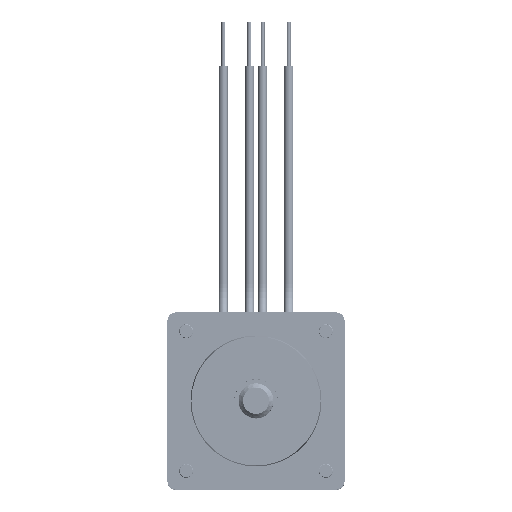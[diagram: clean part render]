
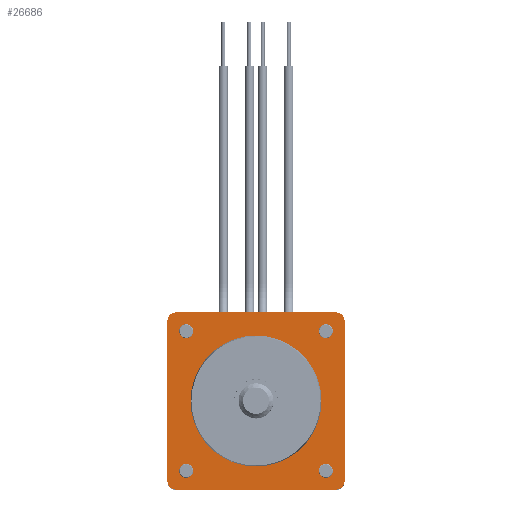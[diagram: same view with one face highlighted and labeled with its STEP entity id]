
A CAD part, top view. The second image highlights one B-rep face of the part: STEP entity #26686.
In plain terms, the highlighted planar face has unit normal (0, 0, 1).
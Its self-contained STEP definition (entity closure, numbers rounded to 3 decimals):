
#514 = CARTESIAN_POINT ( 'NONE',  ( -8., -8., 0. ) ) ;
#735 = CARTESIAN_POINT ( 'NONE',  ( 8., -8., 0. ) ) ;
#838 = CIRCLE ( 'NONE', #22502, 0.8 ) ;
#1033 = VECTOR ( 'NONE', #1950, 1000. ) ;
#1063 = FACE_BOUND ( 'NONE', #10556, .T. ) ;
#1198 = CARTESIAN_POINT ( 'NONE',  ( -10.15, 9.23, 0. ) ) ;
#1205 = DIRECTION ( 'NONE',  ( 1., 0., 0. ) ) ;
#1249 = DIRECTION ( 'NONE',  ( 0., 0., 1. ) ) ;
#1279 = CARTESIAN_POINT ( 'NONE',  ( 8., 8., 0. ) ) ;
#1705 = CIRCLE ( 'NONE', #25109, 0.8 ) ;
#1897 = FACE_BOUND ( 'NONE', #11645, .T. ) ;
#1950 = DIRECTION ( 'NONE',  ( 0., 1., 0. ) ) ;
#2169 = PLANE ( 'NONE',  #2894 ) ;
#2277 = DIRECTION ( 'NONE',  ( 0., 0., -1. ) ) ;
#2579 = DIRECTION ( 'NONE',  ( 0., 0., 1. ) ) ;
#2894 = AXIS2_PLACEMENT_3D ( 'NONE', #17870, #2277, #20501 ) ;
#3147 = DIRECTION ( 'NONE',  ( 1., 0., 0. ) ) ;
#3304 = ORIENTED_EDGE ( 'NONE', *, *, #31449, .F. ) ;
#3375 = DIRECTION ( 'NONE',  ( 1., 0., 0. ) ) ;
#3516 = VECTOR ( 'NONE', #24103, 1000. ) ;
#3527 = ORIENTED_EDGE ( 'NONE', *, *, #31198, .F. ) ;
#4491 = DIRECTION ( 'NONE',  ( 0., 0., 1. ) ) ;
#4861 = AXIS2_PLACEMENT_3D ( 'NONE', #1279, #1249, #1205 ) ;
#5096 = CARTESIAN_POINT ( 'NONE',  ( 8.8, -8., 0. ) ) ;
#6120 = LINE ( 'NONE', #22892, #31968 ) ;
#6694 = VERTEX_POINT ( 'NONE', #17514 ) ;
#6890 = VERTEX_POINT ( 'NONE', #8105 ) ;
#7660 = EDGE_CURVE ( 'NONE', #22969, #22969, #23505, .T. ) ;
#7750 = VERTEX_POINT ( 'NONE', #1198 ) ;
#7772 = CARTESIAN_POINT ( 'NONE',  ( -7.5, 0., 0. ) ) ;
#8037 = ORIENTED_EDGE ( 'NONE', *, *, #30769, .T. ) ;
#8053 = FACE_BOUND ( 'NONE', #13252, .T. ) ;
#8105 = CARTESIAN_POINT ( 'NONE',  ( 10.15, -9.23, 0. ) ) ;
#8589 = CARTESIAN_POINT ( 'NONE',  ( -10.15, 10.15, 0. ) ) ;
#8780 = ORIENTED_EDGE ( 'NONE', *, *, #7660, .F. ) ;
#9380 = CARTESIAN_POINT ( 'NONE',  ( 9.23, -9.23, 0. ) ) ;
#9627 = VERTEX_POINT ( 'NONE', #5096 ) ;
#9648 = ORIENTED_EDGE ( 'NONE', *, *, #30869, .T. ) ;
#9723 = CARTESIAN_POINT ( 'NONE',  ( 9.23, 9.23, 0. ) ) ;
#9915 = CIRCLE ( 'NONE', #25569, 0.92 ) ;
#9930 = EDGE_CURVE ( 'NONE', #6890, #14183, #21803, .T. ) ;
#10064 = CARTESIAN_POINT ( 'NONE',  ( -9.23, 9.23, 0. ) ) ;
#10389 = EDGE_LOOP ( 'NONE', ( #3304 ) ) ;
#10556 = EDGE_LOOP ( 'NONE', ( #23122 ) ) ;
#10746 = ORIENTED_EDGE ( 'NONE', *, *, #30591, .T. ) ;
#11075 = EDGE_LOOP ( 'NONE', ( #8780 ) ) ;
#11132 = ORIENTED_EDGE ( 'NONE', *, *, #9930, .T. ) ;
#11316 = EDGE_CURVE ( 'NONE', #13759, #25408, #6120, .T. ) ;
#11446 = EDGE_LOOP ( 'NONE', ( #20356, #10746, #11132, #25163, #8037, #9648, #18976, #20890 ) ) ;
#11645 = EDGE_LOOP ( 'NONE', ( #3527 ) ) ;
#11890 = CARTESIAN_POINT ( 'NONE',  ( 0., 0., 0. ) ) ;
#12034 = DIRECTION ( 'NONE',  ( -1., 0., 0. ) ) ;
#12258 = CARTESIAN_POINT ( 'NONE',  ( 8.8, 8., 0. ) ) ;
#12375 = DIRECTION ( 'NONE',  ( -1., 0., 0. ) ) ;
#12719 = DIRECTION ( 'NONE',  ( -1., 0., 0. ) ) ;
#13252 = EDGE_LOOP ( 'NONE', ( #16369 ) ) ;
#13759 = VERTEX_POINT ( 'NONE', #14555 ) ;
#14183 = VERTEX_POINT ( 'NONE', #28473 ) ;
#14412 = EDGE_CURVE ( 'NONE', #7750, #26946, #23469, .T. ) ;
#14487 = DIRECTION ( 'NONE',  ( -1., 0., 0. ) ) ;
#14555 = CARTESIAN_POINT ( 'NONE',  ( -9.23, -10.15, 0. ) ) ;
#14998 = FACE_BOUND ( 'NONE', #11075, .T. ) ;
#15774 = EDGE_CURVE ( 'NONE', #6694, #6694, #1705, .T. ) ;
#15956 = VERTEX_POINT ( 'NONE', #17798 ) ;
#16364 = CIRCLE ( 'NONE', #24039, 0.92 ) ;
#16369 = ORIENTED_EDGE ( 'NONE', *, *, #31098, .F. ) ;
#16495 = VERTEX_POINT ( 'NONE', #20689 ) ;
#17514 = CARTESIAN_POINT ( 'NONE',  ( -7.2, 8., 0. ) ) ;
#17670 = DIRECTION ( 'NONE',  ( 1., 0., 0. ) ) ;
#17798 = CARTESIAN_POINT ( 'NONE',  ( -9.23, 10.15, 0. ) ) ;
#17870 = CARTESIAN_POINT ( 'NONE',  ( 0., 0., 0. ) ) ;
#18163 = CARTESIAN_POINT ( 'NONE',  ( -9.23, -9.23, 0. ) ) ;
#18737 = DIRECTION ( 'NONE',  ( 0., 0., 1. ) ) ;
#18815 = AXIS2_PLACEMENT_3D ( 'NONE', #11890, #29864, #14487 ) ;
#18954 = DIRECTION ( 'NONE',  ( 0., 0., 1. ) ) ;
#18976 = ORIENTED_EDGE ( 'NONE', *, *, #14412, .T. ) ;
#19560 = CARTESIAN_POINT ( 'NONE',  ( 10.15, 10.15, 0. ) ) ;
#20089 = CARTESIAN_POINT ( 'NONE',  ( -8., 8., 0. ) ) ;
#20134 = DIRECTION ( 'NONE',  ( -1., 0., 0. ) ) ;
#20356 = ORIENTED_EDGE ( 'NONE', *, *, #11316, .T. ) ;
#20501 = DIRECTION ( 'NONE',  ( -1., 0., 0. ) ) ;
#20689 = CARTESIAN_POINT ( 'NONE',  ( -7.2, -8., 0. ) ) ;
#20798 = DIRECTION ( 'NONE',  ( -1., 0., 0. ) ) ;
#20815 = CIRCLE ( 'NONE', #24226, 0.92 ) ;
#20890 = ORIENTED_EDGE ( 'NONE', *, *, #31051, .T. ) ;
#21232 = LINE ( 'NONE', #32891, #33228 ) ;
#21666 = AXIS2_PLACEMENT_3D ( 'NONE', #735, #18954, #3375 ) ;
#21803 = LINE ( 'NONE', #19560, #1033 ) ;
#21842 = FACE_OUTER_BOUND ( 'NONE', #11446, .T. ) ;
#22502 = AXIS2_PLACEMENT_3D ( 'NONE', #514, #18737, #3147 ) ;
#22682 = DIRECTION ( 'NONE',  ( 1., 0., 0. ) ) ;
#22833 = CIRCLE ( 'NONE', #21666, 0.8 ) ;
#22892 = CARTESIAN_POINT ( 'NONE',  ( 10.15, -10.15, 0. ) ) ;
#22935 = VERTEX_POINT ( 'NONE', #29302 ) ;
#22969 = VERTEX_POINT ( 'NONE', #12258 ) ;
#23122 = ORIENTED_EDGE ( 'NONE', *, *, #15774, .F. ) ;
#23469 = LINE ( 'NONE', #8589, #3516 ) ;
#23505 = CIRCLE ( 'NONE', #4861, 0.8 ) ;
#24039 = AXIS2_PLACEMENT_3D ( 'NONE', #10064, #28104, #12719 ) ;
#24103 = DIRECTION ( 'NONE',  ( 0., -1., 0. ) ) ;
#24226 = AXIS2_PLACEMENT_3D ( 'NONE', #18163, #2579, #20798 ) ;
#24709 = AXIS2_PLACEMENT_3D ( 'NONE', #9723, #27766, #12375 ) ;
#25109 = AXIS2_PLACEMENT_3D ( 'NONE', #20089, #4491, #22682 ) ;
#25163 = ORIENTED_EDGE ( 'NONE', *, *, #30709, .T. ) ;
#25408 = VERTEX_POINT ( 'NONE', #27838 ) ;
#25569 = AXIS2_PLACEMENT_3D ( 'NONE', #9380, #27438, #12034 ) ;
#26129 = CARTESIAN_POINT ( 'NONE',  ( -10.15, -9.23, 0. ) ) ;
#26686 = ADVANCED_FACE ( 'NONE', ( #21842, #8053, #1897, #14998, #1063, #27870 ), #2169, .F. ) ;
#26946 = VERTEX_POINT ( 'NONE', #26129 ) ;
#27266 = CIRCLE ( 'NONE', #24709, 0.92 ) ;
#27438 = DIRECTION ( 'NONE',  ( 0., 0., 1. ) ) ;
#27766 = DIRECTION ( 'NONE',  ( 0., 0., 1. ) ) ;
#27838 = CARTESIAN_POINT ( 'NONE',  ( 9.23, -10.15, 0. ) ) ;
#27870 = FACE_BOUND ( 'NONE', #10389, .T. ) ;
#28104 = DIRECTION ( 'NONE',  ( 0., 0., 1. ) ) ;
#28473 = CARTESIAN_POINT ( 'NONE',  ( 10.15, 9.23, 0. ) ) ;
#29302 = CARTESIAN_POINT ( 'NONE',  ( 9.23, 10.15, 0. ) ) ;
#29374 = VERTEX_POINT ( 'NONE', #7772 ) ;
#29864 = DIRECTION ( 'NONE',  ( 0., 0., 1. ) ) ;
#30591 = EDGE_CURVE ( 'NONE', #25408, #6890, #9915, .T. ) ;
#30709 = EDGE_CURVE ( 'NONE', #14183, #22935, #27266, .T. ) ;
#30769 = EDGE_CURVE ( 'NONE', #22935, #15956, #21232, .T. ) ;
#30869 = EDGE_CURVE ( 'NONE', #15956, #7750, #16364, .T. ) ;
#31051 = EDGE_CURVE ( 'NONE', #26946, #13759, #20815, .T. ) ;
#31098 = EDGE_CURVE ( 'NONE', #16495, #16495, #838, .T. ) ;
#31198 = EDGE_CURVE ( 'NONE', #9627, #9627, #22833, .T. ) ;
#31449 = EDGE_CURVE ( 'NONE', #29374, #29374, #32396, .T. ) ;
#31968 = VECTOR ( 'NONE', #17670, 1000. ) ;
#32396 = CIRCLE ( 'NONE', #18815, 7.5 ) ;
#32891 = CARTESIAN_POINT ( 'NONE',  ( 10.15, 10.15, 0. ) ) ;
#33228 = VECTOR ( 'NONE', #20134, 1000. ) ;
